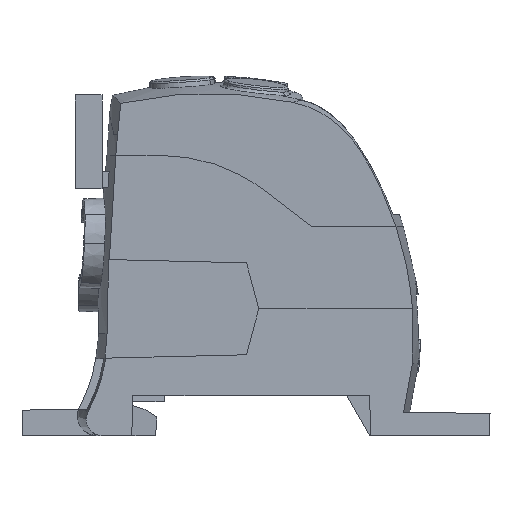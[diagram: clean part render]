
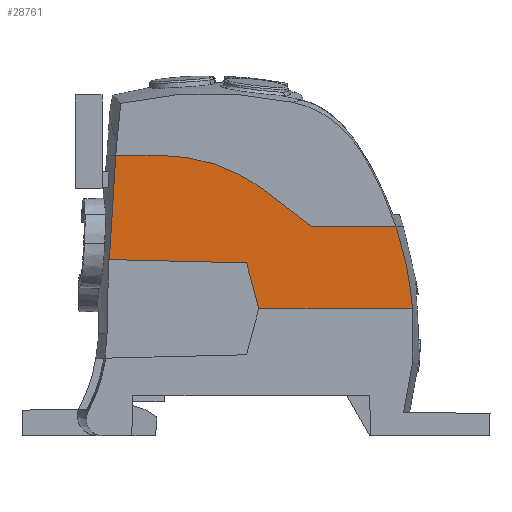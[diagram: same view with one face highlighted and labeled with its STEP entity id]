
A CAD part, left-side view. The second image highlights one B-rep face of the part: STEP entity #28761.
In plain terms, the highlighted planar face has unit normal (-1, 0, -0.005).
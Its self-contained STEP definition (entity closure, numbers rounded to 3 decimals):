
#28692=AXIS2_PLACEMENT_3D('Plane Axis2P3D',#28689,#28690,#28691) ;
#27765=CARTESIAN_POINT('Vertex',(0.101,14.068,31.314)) ;
#27769=CARTESIAN_POINT('Control Point',(0.101,14.068,31.314)) ;
#27770=CARTESIAN_POINT('Control Point',(0.122,12.752,27.33)) ;
#27771=CARTESIAN_POINT('Control Point',(0.144,11.92,23.185)) ;
#27772=CARTESIAN_POINT('Control Point',(0.166,11.595,19.)) ;
#27773=CARTESIAN_POINT('Vertex',(0.166,11.595,19.)) ;
#28671=CARTESIAN_POINT('Vertex',(0.101,26.669,31.314)) ;
#28674=CARTESIAN_POINT('Line Origine',(0.101,20.369,31.314)) ;
#28689=CARTESIAN_POINT('Axis2P3D Location',(0.166,57.,19.)) ;
#28694=CARTESIAN_POINT('Line Origine',(0.129,46.678,26.12)) ;
#28698=CARTESIAN_POINT('Vertex',(0.127,56.931,26.366)) ;
#28700=CARTESIAN_POINT('Vertex',(0.13,36.425,25.874)) ;
#28703=CARTESIAN_POINT('Line Origine',(0.148,35.504,22.437)) ;
#28707=CARTESIAN_POINT('Vertex',(0.166,34.584,19.)) ;
#28710=CARTESIAN_POINT('Line Origine',(0.166,23.09,19.)) ;
#28715=CARTESIAN_POINT('Line Origine',(0.087,30.217,34.019)) ;
#28719=CARTESIAN_POINT('Vertex',(0.073,33.765,36.723)) ;
#28723=CARTESIAN_POINT('Control Point',(0.046,49.194,41.933)) ;
#28724=CARTESIAN_POINT('Control Point',(0.046,46.723,41.933)) ;
#28725=CARTESIAN_POINT('Control Point',(0.047,44.252,41.633)) ;
#28726=CARTESIAN_POINT('Control Point',(0.05,41.828,41.033)) ;
#28727=CARTESIAN_POINT('Control Point',(0.057,38.709,39.842)) ;
#28728=CARTESIAN_POINT('Control Point',(0.065,35.841,38.174)) ;
#28729=CARTESIAN_POINT('Control Point',(0.068,35.129,37.719)) ;
#28730=CARTESIAN_POINT('Control Point',(0.07,34.436,37.235)) ;
#28731=CARTESIAN_POINT('Control Point',(0.073,33.765,36.723)) ;
#28732=CARTESIAN_POINT('Vertex',(0.046,49.194,41.933)) ;
#28735=CARTESIAN_POINT('Line Origine',(0.046,52.584,41.933)) ;
#28739=CARTESIAN_POINT('Vertex',(0.046,55.973,41.933)) ;
#28743=CARTESIAN_POINT('Control Point',(0.127,56.931,26.366)) ;
#28744=CARTESIAN_POINT('Control Point',(0.111,56.809,29.483)) ;
#28745=CARTESIAN_POINT('Control Point',(0.095,56.652,32.598)) ;
#28746=CARTESIAN_POINT('Control Point',(0.078,56.461,35.713)) ;
#28747=CARTESIAN_POINT('Control Point',(0.062,56.234,38.825)) ;
#28748=CARTESIAN_POINT('Control Point',(0.046,55.973,41.933)) ;
#28675=DIRECTION('Vector Direction',(0.,1.,0.)) ;
#28690=DIRECTION('Axis2P3D Direction',(1.,0.,0.005)) ;
#28691=DIRECTION('Axis2P3D XDirection',(0.,-1.,0.)) ;
#28695=DIRECTION('Vector Direction',(0.,-1.,-0.024)) ;
#28704=DIRECTION('Vector Direction',(-0.005,0.259,0.966)) ;
#28711=DIRECTION('Vector Direction',(0.,1.,0.)) ;
#28716=DIRECTION('Vector Direction',(-0.003,0.795,0.606)) ;
#28736=DIRECTION('Vector Direction',(0.,-1.,0.)) ;
#28676=VECTOR('Line Direction',#28675,1.) ;
#28696=VECTOR('Line Direction',#28695,1.) ;
#28705=VECTOR('Line Direction',#28704,1.) ;
#28712=VECTOR('Line Direction',#28711,1.) ;
#28717=VECTOR('Line Direction',#28716,1.) ;
#28737=VECTOR('Line Direction',#28736,1.) ;
#28751=ORIENTED_EDGE('',*,*,#28702,.T.) ;
#28752=ORIENTED_EDGE('',*,*,#28709,.F.) ;
#28753=ORIENTED_EDGE('',*,*,#28714,.F.) ;
#28754=ORIENTED_EDGE('',*,*,#27775,.F.) ;
#28755=ORIENTED_EDGE('',*,*,#28678,.T.) ;
#28756=ORIENTED_EDGE('',*,*,#28721,.T.) ;
#28757=ORIENTED_EDGE('',*,*,#28734,.F.) ;
#28758=ORIENTED_EDGE('',*,*,#28741,.F.) ;
#28759=ORIENTED_EDGE('',*,*,#28749,.F.) ;
#28761=ADVANCED_FACE('V2',(#28760),#28693,.F.) ;
#27768=B_SPLINE_CURVE_WITH_KNOTS('',3,(#27769,#27770,#27771,#27772),.UNSPECIFIED.,.F.,.U.,(4,4),(0.,17.72),.UNSPECIFIED.) ;
#28722=B_SPLINE_CURVE_WITH_KNOTS('',5,(#28723,#28724,#28725,#28726,#28727,#28728,#28729,#28730,#28731),.UNSPECIFIED.,.F.,.U.,(6,3,6),(0.,17.508,23.487),.UNSPECIFIED.) ;
#28742=B_SPLINE_CURVE_WITH_KNOTS('',5,(#28743,#28744,#28745,#28746,#28747,#28748),.UNSPECIFIED.,.F.,.U.,(6,6),(0.,22.059),.UNSPECIFIED.) ;
#27775=EDGE_CURVE('',#27766,#27774,#27768,.T.) ;
#28678=EDGE_CURVE('',#27766,#28672,#28677,.T.) ;
#28702=EDGE_CURVE('',#28699,#28701,#28697,.T.) ;
#28709=EDGE_CURVE('',#28708,#28701,#28706,.T.) ;
#28714=EDGE_CURVE('',#27774,#28708,#28713,.T.) ;
#28721=EDGE_CURVE('',#28672,#28720,#28718,.T.) ;
#28734=EDGE_CURVE('',#28733,#28720,#28722,.T.) ;
#28741=EDGE_CURVE('',#28740,#28733,#28738,.T.) ;
#28749=EDGE_CURVE('',#28699,#28740,#28742,.T.) ;
#28750=EDGE_LOOP('',(#28751,#28752,#28753,#28754,#28755,#28756,#28757,#28758,#28759)) ;
#28760=FACE_OUTER_BOUND('',#28750,.T.) ;
#28677=LINE('Line',#28674,#28676) ;
#28697=LINE('Line',#28694,#28696) ;
#28706=LINE('Line',#28703,#28705) ;
#28713=LINE('Line',#28710,#28712) ;
#28718=LINE('Line',#28715,#28717) ;
#28738=LINE('Line',#28735,#28737) ;
#28693=PLANE('',#28692) ;
#27766=VERTEX_POINT('',#27765) ;
#27774=VERTEX_POINT('',#27773) ;
#28672=VERTEX_POINT('',#28671) ;
#28699=VERTEX_POINT('',#28698) ;
#28701=VERTEX_POINT('',#28700) ;
#28708=VERTEX_POINT('',#28707) ;
#28720=VERTEX_POINT('',#28719) ;
#28733=VERTEX_POINT('',#28732) ;
#28740=VERTEX_POINT('',#28739) ;
